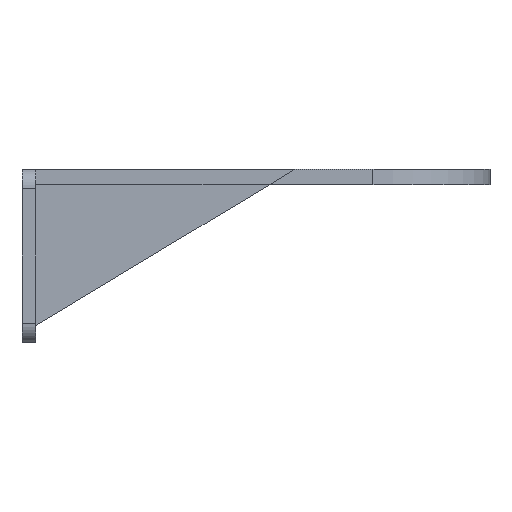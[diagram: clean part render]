
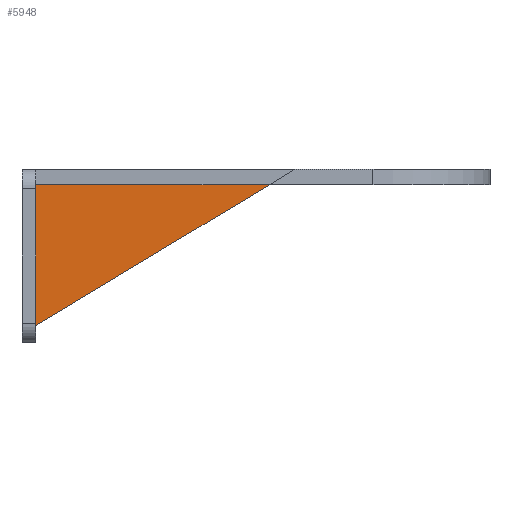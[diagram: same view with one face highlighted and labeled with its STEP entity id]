
A CAD part, left-side view. The second image highlights one B-rep face of the part: STEP entity #5948.
In plain terms, the highlighted planar face has unit normal (-1, 0, 0).
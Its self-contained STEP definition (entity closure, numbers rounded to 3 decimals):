
#2268 = PLANE('',#2269);
#2269 = AXIS2_PLACEMENT_3D('',#2270,#2271,#2272);
#2270 = CARTESIAN_POINT('',(0.,-3.5,-0.018));
#2271 = DIRECTION('',(0.,1.,0.));
#2272 = DIRECTION('',(0.,0.,1.));
#5474 = VERTEX_POINT('',#5475);
#5475 = CARTESIAN_POINT('',(-95.,-3.5,18.225));
#5488 = PLANE('',#5489);
#5489 = AXIS2_PLACEMENT_3D('',#5490,#5491,#5492);
#5490 = CARTESIAN_POINT('',(-95.,-120.,18.225));
#5491 = DIRECTION('',(1.,0.,0.));
#5492 = DIRECTION('',(0.,0.,1.));
#5499 = EDGE_CURVE('',#5474,#5500,#5502,.T.);
#5500 = VERTEX_POINT('',#5501);
#5501 = CARTESIAN_POINT('',(-95.,-3.5,-17.889));
#5502 = SURFACE_CURVE('',#5503,(#5507,#5513),.PCURVE_S1.);
#5503 = LINE('',#5504,#5505);
#5504 = CARTESIAN_POINT('',(-95.,-3.5,4.357));
#5505 = VECTOR('',#5506,1.);
#5506 = DIRECTION('',(0.,0.,-1.));
#5507 = PCURVE('',#2268,#5508);
#5508 = DEFINITIONAL_REPRESENTATION('',(#5509),#5512);
#5509 = B_SPLINE_CURVE_WITH_KNOTS('',1,(#5510,#5511),.UNSPECIFIED.,.F.,
  .F.,(2,2),(-17.868,24.357),.PIECEWISE_BEZIER_KNOTS.);
#5510 = CARTESIAN_POINT('',(22.243,-95.));
#5511 = CARTESIAN_POINT('',(-19.982,-95.));
#5512 = ( GEOMETRIC_REPRESENTATION_CONTEXT(2) 
PARAMETRIC_REPRESENTATION_CONTEXT() REPRESENTATION_CONTEXT('2D SPACE',''
  ) );
#5513 = PCURVE('',#5514,#5519);
#5514 = PLANE('',#5515);
#5515 = AXIS2_PLACEMENT_3D('',#5516,#5517,#5518);
#5516 = CARTESIAN_POINT('',(-95.,-27.381,8.731));
#5517 = DIRECTION('',(-1.,-0.,-0.));
#5518 = DIRECTION('',(0.,0.,-1.));
#5519 = DEFINITIONAL_REPRESENTATION('',(#5520),#5523);
#5520 = B_SPLINE_CURVE_WITH_KNOTS('',1,(#5521,#5522),.UNSPECIFIED.,.F.,
  .F.,(2,2),(-17.868,24.357),.PIECEWISE_BEZIER_KNOTS.);
#5521 = CARTESIAN_POINT('',(-13.494,-23.881));
#5522 = CARTESIAN_POINT('',(28.731,-23.881));
#5523 = ( GEOMETRIC_REPRESENTATION_CONTEXT(2) 
PARAMETRIC_REPRESENTATION_CONTEXT() REPRESENTATION_CONTEXT('2D SPACE',''
  ) );
#5540 = PLANE('',#5541);
#5541 = AXIS2_PLACEMENT_3D('',#5542,#5543,#5544);
#5542 = CARTESIAN_POINT('',(-92.,-70.,22.225));
#5543 = DIRECTION('',(0.,0.517,0.856));
#5544 = DIRECTION('',(0.,-0.856,0.517));
#5793 = VERTEX_POINT('',#5794);
#5794 = CARTESIAN_POINT('',(-95.,-63.369,18.225));
#5927 = EDGE_CURVE('',#5793,#5500,#5928,.T.);
#5928 = SURFACE_CURVE('',#5929,(#5933,#5940),.PCURVE_S1.);
#5929 = LINE('',#5930,#5931);
#5930 = CARTESIAN_POINT('',(-95.,-70.,22.225));
#5931 = VECTOR('',#5932,1.);
#5932 = DIRECTION('',(0.,0.856,-0.517));
#5933 = PCURVE('',#5540,#5934);
#5934 = DEFINITIONAL_REPRESENTATION('',(#5935),#5939);
#5935 = LINE('',#5936,#5937);
#5936 = CARTESIAN_POINT('',(-0.,-3.));
#5937 = VECTOR('',#5938,1.);
#5938 = DIRECTION('',(-1.,0.));
#5939 = ( GEOMETRIC_REPRESENTATION_CONTEXT(2) 
PARAMETRIC_REPRESENTATION_CONTEXT() REPRESENTATION_CONTEXT('2D SPACE',''
  ) );
#5940 = PCURVE('',#5514,#5941);
#5941 = DEFINITIONAL_REPRESENTATION('',(#5942),#5946);
#5942 = LINE('',#5943,#5944);
#5943 = CARTESIAN_POINT('',(-13.494,42.619));
#5944 = VECTOR('',#5945,1.);
#5945 = DIRECTION('',(0.517,-0.856));
#5946 = ( GEOMETRIC_REPRESENTATION_CONTEXT(2) 
PARAMETRIC_REPRESENTATION_CONTEXT() REPRESENTATION_CONTEXT('2D SPACE',''
  ) );
#5948 = ADVANCED_FACE('',(#5949),#5514,.T.);
#5949 = FACE_BOUND('',#5950,.F.);
#5950 = EDGE_LOOP('',(#5951,#5952,#5953));
#5951 = ORIENTED_EDGE('',*,*,#5927,.T.);
#5952 = ORIENTED_EDGE('',*,*,#5499,.F.);
#5953 = ORIENTED_EDGE('',*,*,#5954,.F.);
#5954 = EDGE_CURVE('',#5793,#5474,#5955,.T.);
#5955 = SURFACE_CURVE('',#5956,(#5960,#5967),.PCURVE_S1.);
#5956 = LINE('',#5957,#5958);
#5957 = CARTESIAN_POINT('',(-95.,-120.,18.225));
#5958 = VECTOR('',#5959,1.);
#5959 = DIRECTION('',(0.,1.,0.));
#5960 = PCURVE('',#5514,#5961);
#5961 = DEFINITIONAL_REPRESENTATION('',(#5962),#5966);
#5962 = LINE('',#5963,#5964);
#5963 = CARTESIAN_POINT('',(-9.494,92.619));
#5964 = VECTOR('',#5965,1.);
#5965 = DIRECTION('',(0.,-1.));
#5966 = ( GEOMETRIC_REPRESENTATION_CONTEXT(2) 
PARAMETRIC_REPRESENTATION_CONTEXT() REPRESENTATION_CONTEXT('2D SPACE',''
  ) );
#5967 = PCURVE('',#5488,#5968);
#5968 = DEFINITIONAL_REPRESENTATION('',(#5969),#5973);
#5969 = LINE('',#5970,#5971);
#5970 = CARTESIAN_POINT('',(0.,0.));
#5971 = VECTOR('',#5972,1.);
#5972 = DIRECTION('',(0.,-1.));
#5973 = ( GEOMETRIC_REPRESENTATION_CONTEXT(2) 
PARAMETRIC_REPRESENTATION_CONTEXT() REPRESENTATION_CONTEXT('2D SPACE',''
  ) );
